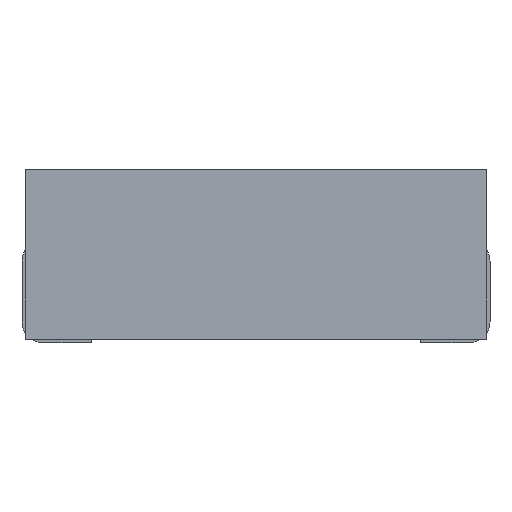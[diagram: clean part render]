
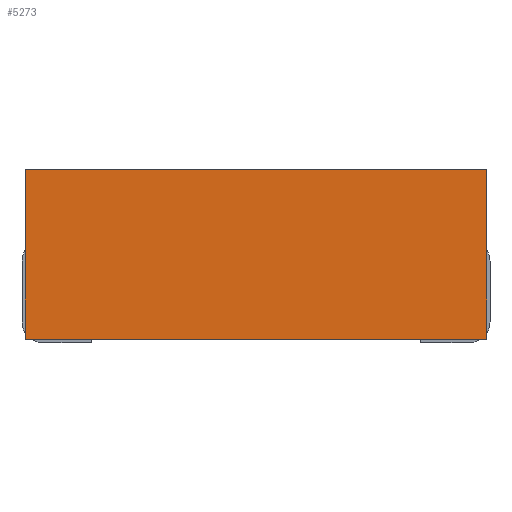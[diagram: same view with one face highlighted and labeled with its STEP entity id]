
A CAD part, front view. The second image highlights one B-rep face of the part: STEP entity #5273.
In plain terms, the highlighted face is planar.
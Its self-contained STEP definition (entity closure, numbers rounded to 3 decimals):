
#186=ORIENTED_EDGE('',*,*,#1278,.T.);
#187=ORIENTED_EDGE('',*,*,#1279,.F.);
#188=ORIENTED_EDGE('',*,*,#1280,.F.);
#189=ORIENTED_EDGE('',*,*,#1276,.T.);
#1276=EDGE_CURVE('',#1819,#1818,#2194,.T.);
#1278=EDGE_CURVE('',#1818,#1820,#2196,.T.);
#1279=EDGE_CURVE('',#1821,#1820,#2197,.T.);
#1280=EDGE_CURVE('',#1819,#1821,#2198,.T.);
#1818=VERTEX_POINT('',#6776);
#1819=VERTEX_POINT('',#6778);
#1820=VERTEX_POINT('',#6782);
#1821=VERTEX_POINT('',#6784);
#2194=LINE('',#6777,#2666);
#2196=LINE('',#6781,#2668);
#2197=LINE('',#6783,#2669);
#2198=LINE('',#6785,#2670);
#2666=VECTOR('',#5789,1000.);
#2668=VECTOR('',#5793,1000.);
#2669=VECTOR('',#5794,1000.);
#2670=VECTOR('',#5795,1000.);
#3112=EDGE_LOOP('',(#186,#187,#188,#189));
#3358=FACE_BOUND('',#3112,.T.);
#3604=PLANE('',#5493);
#5273=ADVANCED_FACE('',(#3358),#3604,.T.);
#5493=AXIS2_PLACEMENT_3D('',#6780,#5791,#5792);
#5789=DIRECTION('',(0.,1.,0.));
#5791=DIRECTION('',(1.,0.,0.));
#5792=DIRECTION('',(0.,0.,-1.));
#5793=DIRECTION('',(0.,0.,1.));
#5794=DIRECTION('',(0.,1.,0.));
#5795=DIRECTION('',(0.,0.,1.));
#6776=CARTESIAN_POINT('',(6.65,6.65,-2.9));
#6777=CARTESIAN_POINT('',(6.65,-6.65,-2.9));
#6778=CARTESIAN_POINT('',(6.65,-6.65,-2.9));
#6780=CARTESIAN_POINT('',(6.65,-6.65,-2.9));
#6781=CARTESIAN_POINT('',(6.65,6.65,-2.9));
#6782=CARTESIAN_POINT('',(6.65,6.65,2.));
#6783=CARTESIAN_POINT('',(6.65,-6.65,2.));
#6784=CARTESIAN_POINT('',(6.65,-6.65,2.));
#6785=CARTESIAN_POINT('',(6.65,-6.65,-2.9));
